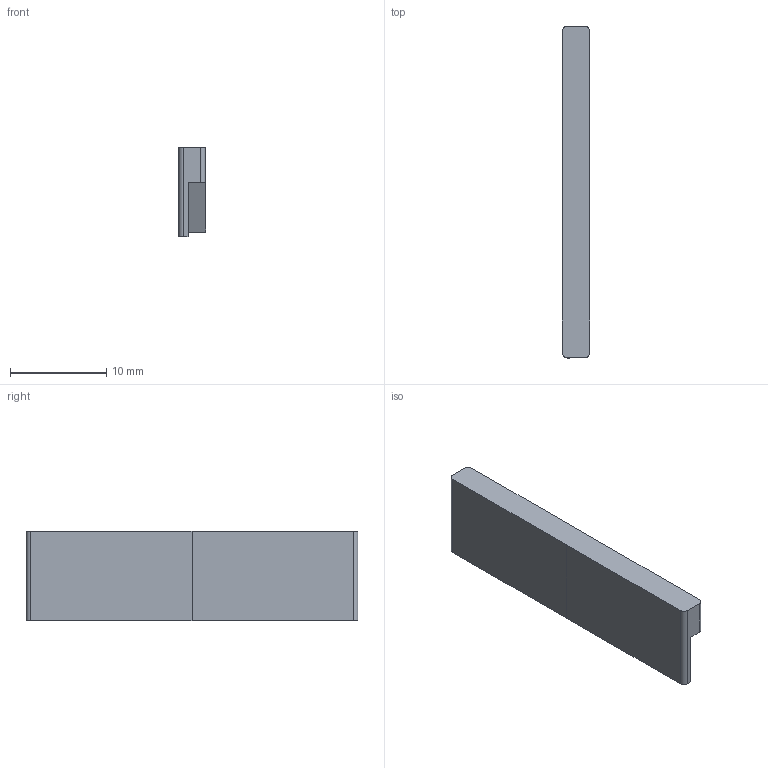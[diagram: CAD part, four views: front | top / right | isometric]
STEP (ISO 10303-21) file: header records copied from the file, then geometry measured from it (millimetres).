
FILE_DESCRIPTION(('CATIA V5 STEP Exchange','CAx-IF Rec.Pracs.--- Model Styling and Organization---1.5--- 2016-08-15','CAx-IF Rec.Pracs.---Supplemental Geometry---1.0---2011-11-01','CAx-IF Rec.Pracs.--- Composite Materials ---1.1---2010-07-15'),'2;1');
FILE_NAME ('014218-3_3', '2025-08-22T08:30:52+00:00', ('none'), ('Weidmueller'), 'CATIA Version 5-6 Release 2024 SP4', 'CATIA V5 STEP AP214 v3', 'none');
FILE_SCHEMA(('AUTOMOTIVE_DESIGN { 1 0 10303 214 1 1 1 1 }'));
Length unit declared in the file: millimetre
Products named in the file (1): 57270 TPSI HDC M
Bounding box: 2.8 x 34.4 x 9.3 mm (x, y, z)
Volume: 597.3 mm3; surface area: 923.8 mm2
Topology: 1 solids, 1 shells, 25 faces, 69 edges, 46 vertices
Faces by surface type: plane 21, cylinder 4
Entity records: 775 total; most frequent: ORIENTED_EDGE 138, CARTESIAN_POINT 135, DIRECTION 107, EDGE_CURVE 69, VECTOR 61, LINE 61, VERTEX_POINT 46, AXIS2_PLACEMENT_3D 28
